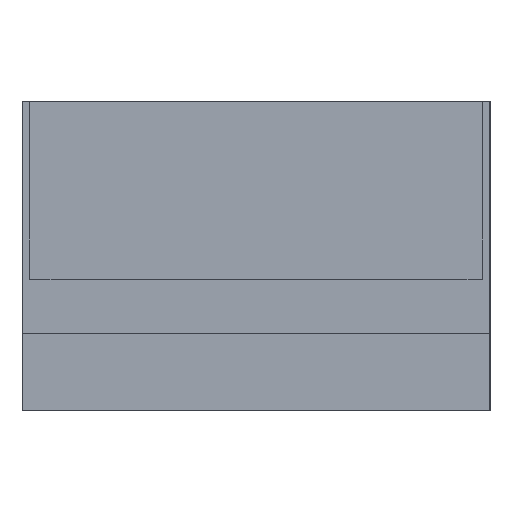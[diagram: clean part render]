
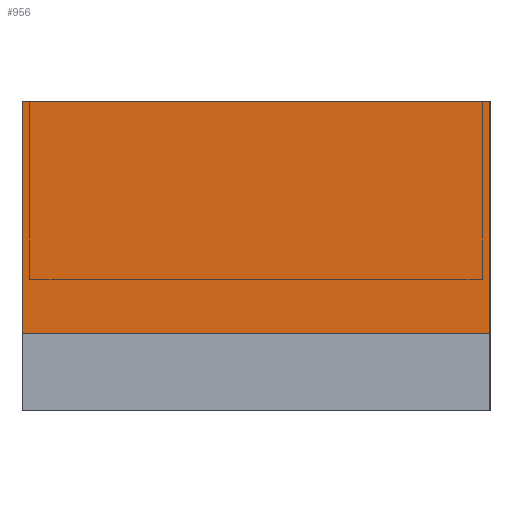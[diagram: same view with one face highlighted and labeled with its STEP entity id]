
A CAD part, left-side view. The second image highlights one B-rep face of the part: STEP entity #956.
In plain terms, the highlighted planar face has unit normal (-1, 0, 0).
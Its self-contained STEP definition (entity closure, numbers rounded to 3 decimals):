
#40 = VERTEX_POINT('',#41);
#41 = CARTESIAN_POINT('',(0.,60.5,10.));
#405 = VERTEX_POINT('',#406);
#406 = CARTESIAN_POINT('',(0.,60.5,40.));
#412 = EDGE_CURVE('',#40,#405,#413,.T.);
#413 = LINE('',#414,#415);
#414 = CARTESIAN_POINT('',(0.,60.5,10.));
#415 = VECTOR('',#416,1.);
#416 = DIRECTION('',(0.,0.,1.));
#427 = EDGE_CURVE('',#40,#428,#430,.T.);
#428 = VERTEX_POINT('',#429);
#429 = CARTESIAN_POINT('',(0.,0.,10.));
#430 = LINE('',#431,#432);
#431 = CARTESIAN_POINT('',(0.,60.5,10.));
#432 = VECTOR('',#433,1.);
#433 = DIRECTION('',(0.,-1.,0.));
#956 = ADVANCED_FACE('',(#957),#975,.F.);
#957 = FACE_BOUND('',#958,.F.);
#958 = EDGE_LOOP('',(#959,#960,#968,#974));
#959 = ORIENTED_EDGE('',*,*,#412,.T.);
#960 = ORIENTED_EDGE('',*,*,#961,.T.);
#961 = EDGE_CURVE('',#405,#962,#964,.T.);
#962 = VERTEX_POINT('',#963);
#963 = CARTESIAN_POINT('',(0.,0.,40.));
#964 = LINE('',#965,#966);
#965 = CARTESIAN_POINT('',(0.,60.5,40.));
#966 = VECTOR('',#967,1.);
#967 = DIRECTION('',(0.,-1.,0.));
#968 = ORIENTED_EDGE('',*,*,#969,.F.);
#969 = EDGE_CURVE('',#428,#962,#970,.T.);
#970 = LINE('',#971,#972);
#971 = CARTESIAN_POINT('',(0.,0.,10.));
#972 = VECTOR('',#973,1.);
#973 = DIRECTION('',(0.,0.,1.));
#974 = ORIENTED_EDGE('',*,*,#427,.F.);
#975 = PLANE('',#976);
#976 = AXIS2_PLACEMENT_3D('',#977,#978,#979);
#977 = CARTESIAN_POINT('',(0.,60.5,10.));
#978 = DIRECTION('',(1.,0.,0.));
#979 = DIRECTION('',(0.,-1.,0.));
